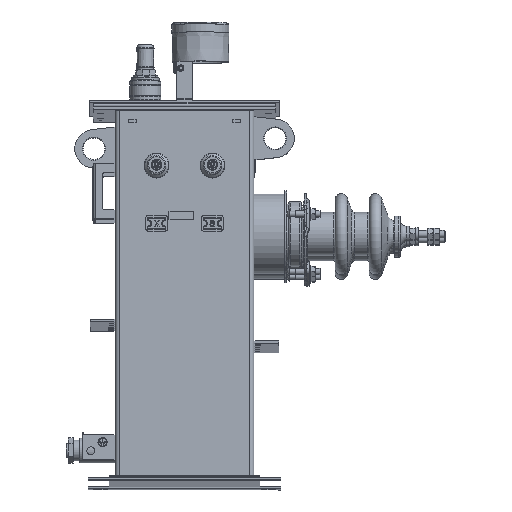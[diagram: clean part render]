
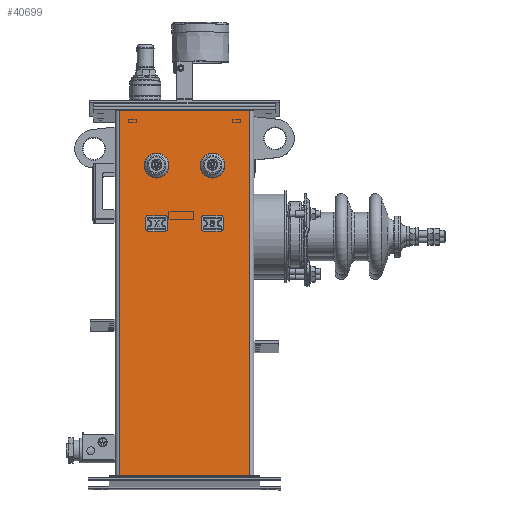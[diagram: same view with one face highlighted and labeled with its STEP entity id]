
A CAD part, left-side view. The second image highlights one B-rep face of the part: STEP entity #40699.
In plain terms, the highlighted planar face has unit normal (-0.999, 0, 0.044).
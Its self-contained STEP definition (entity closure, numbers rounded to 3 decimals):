
#2008=LINE('',#58175,#4196);
#2009=LINE('',#58179,#4197);
#2010=LINE('',#58183,#4198);
#2011=LINE('',#58186,#4199);
#2012=LINE('',#58189,#4200);
#2013=LINE('',#58191,#4201);
#2014=LINE('',#58193,#4202);
#2015=LINE('',#58194,#4203);
#2016=LINE('',#58199,#4204);
#2017=LINE('',#58203,#4205);
#2018=LINE('',#58207,#4206);
#2019=LINE('',#58210,#4207);
#4196=VECTOR('',#47820,1.8);
#4197=VECTOR('',#47823,2.8);
#4198=VECTOR('',#47826,1.8);
#4199=VECTOR('',#47829,2.8);
#4200=VECTOR('',#47830,21.);
#4201=VECTOR('',#47831,59.);
#4202=VECTOR('',#47832,21.);
#4203=VECTOR('',#47833,59.);
#4204=VECTOR('',#47836,1.8);
#4205=VECTOR('',#47839,2.8);
#4206=VECTOR('',#47842,1.8);
#4207=VECTOR('',#47845,2.8);
#6991=PLANE('',#43447);
#8139=FACE_BOUND('',#11756,.T.);
#8140=FACE_BOUND('',#11757,.T.);
#8141=FACE_BOUND('',#11758,.T.);
#8142=FACE_BOUND('',#11759,.T.);
#8143=FACE_BOUND('',#11760,.T.);
#11756=EDGE_LOOP('',(#26785));
#11757=EDGE_LOOP('',(#26786));
#11758=EDGE_LOOP('',(#26787,#26788,#26789,#26790,#26791,#26792,#26793,#26794));
#11759=EDGE_LOOP('',(#26795,#26796,#26797,#26798));
#11760=EDGE_LOOP('',(#26799,#26800,#26801,#26802,#26803,#26804,#26805,#26806));
#15105=CIRCLE('',#43442,1.65);
#15107=CIRCLE('',#43448,1.65);
#15108=CIRCLE('',#43449,0.35);
#15109=CIRCLE('',#43450,0.35);
#15110=CIRCLE('',#43451,0.35);
#15111=CIRCLE('',#43452,0.35);
#15112=CIRCLE('',#43453,0.35);
#15113=CIRCLE('',#43454,0.35);
#15114=CIRCLE('',#43455,0.35);
#15115=CIRCLE('',#43456,0.35);
#17040=VERTEX_POINT('',#58161);
#17042=VERTEX_POINT('',#58169);
#17043=VERTEX_POINT('',#58171);
#17044=VERTEX_POINT('',#58172);
#17045=VERTEX_POINT('',#58174);
#17046=VERTEX_POINT('',#58176);
#17047=VERTEX_POINT('',#58178);
#17048=VERTEX_POINT('',#58180);
#17049=VERTEX_POINT('',#58182);
#17050=VERTEX_POINT('',#58184);
#17051=VERTEX_POINT('',#58187);
#17052=VERTEX_POINT('',#58188);
#17053=VERTEX_POINT('',#58190);
#17054=VERTEX_POINT('',#58192);
#17055=VERTEX_POINT('',#58195);
#17056=VERTEX_POINT('',#58196);
#17057=VERTEX_POINT('',#58198);
#17058=VERTEX_POINT('',#58200);
#17059=VERTEX_POINT('',#58202);
#17060=VERTEX_POINT('',#58204);
#17061=VERTEX_POINT('',#58206);
#17062=VERTEX_POINT('',#58208);
#20872=EDGE_CURVE('',#17040,#17040,#15105,.T.);
#20874=EDGE_CURVE('',#17042,#17042,#15107,.T.);
#20875=EDGE_CURVE('',#17043,#17044,#15108,.T.);
#20876=EDGE_CURVE('',#17044,#17045,#2008,.T.);
#20877=EDGE_CURVE('',#17045,#17046,#15109,.T.);
#20878=EDGE_CURVE('',#17046,#17047,#2009,.T.);
#20879=EDGE_CURVE('',#17047,#17048,#15110,.T.);
#20880=EDGE_CURVE('',#17048,#17049,#2010,.T.);
#20881=EDGE_CURVE('',#17049,#17050,#15111,.T.);
#20882=EDGE_CURVE('',#17050,#17043,#2011,.T.);
#20883=EDGE_CURVE('',#17051,#17052,#2012,.T.);
#20884=EDGE_CURVE('',#17051,#17053,#2013,.T.);
#20885=EDGE_CURVE('',#17054,#17053,#2014,.T.);
#20886=EDGE_CURVE('',#17052,#17054,#2015,.T.);
#20887=EDGE_CURVE('',#17055,#17056,#15112,.T.);
#20888=EDGE_CURVE('',#17056,#17057,#2016,.T.);
#20889=EDGE_CURVE('',#17057,#17058,#15113,.T.);
#20890=EDGE_CURVE('',#17058,#17059,#2017,.T.);
#20891=EDGE_CURVE('',#17059,#17060,#15114,.T.);
#20892=EDGE_CURVE('',#17060,#17061,#2018,.T.);
#20893=EDGE_CURVE('',#17061,#17062,#15115,.T.);
#20894=EDGE_CURVE('',#17062,#17055,#2019,.T.);
#26785=ORIENTED_EDGE('',*,*,#20872,.F.);
#26786=ORIENTED_EDGE('',*,*,#20874,.F.);
#26787=ORIENTED_EDGE('',*,*,#20875,.T.);
#26788=ORIENTED_EDGE('',*,*,#20876,.T.);
#26789=ORIENTED_EDGE('',*,*,#20877,.T.);
#26790=ORIENTED_EDGE('',*,*,#20878,.T.);
#26791=ORIENTED_EDGE('',*,*,#20879,.T.);
#26792=ORIENTED_EDGE('',*,*,#20880,.T.);
#26793=ORIENTED_EDGE('',*,*,#20881,.T.);
#26794=ORIENTED_EDGE('',*,*,#20882,.T.);
#26795=ORIENTED_EDGE('',*,*,#20883,.F.);
#26796=ORIENTED_EDGE('',*,*,#20884,.T.);
#26797=ORIENTED_EDGE('',*,*,#20885,.F.);
#26798=ORIENTED_EDGE('',*,*,#20886,.F.);
#26799=ORIENTED_EDGE('',*,*,#20887,.T.);
#26800=ORIENTED_EDGE('',*,*,#20888,.T.);
#26801=ORIENTED_EDGE('',*,*,#20889,.T.);
#26802=ORIENTED_EDGE('',*,*,#20890,.T.);
#26803=ORIENTED_EDGE('',*,*,#20891,.T.);
#26804=ORIENTED_EDGE('',*,*,#20892,.T.);
#26805=ORIENTED_EDGE('',*,*,#20893,.T.);
#26806=ORIENTED_EDGE('',*,*,#20894,.T.);
#40699=ADVANCED_FACE('',(#8139,#8140,#8141,#8142,#8143),#6991,.T.);
#43442=AXIS2_PLACEMENT_3D('',#58162,#47804,#47805);
#43447=AXIS2_PLACEMENT_3D('',#58168,#47814,#47815);
#43448=AXIS2_PLACEMENT_3D('',#58170,#47816,#47817);
#43449=AXIS2_PLACEMENT_3D('',#58173,#47818,#47819);
#43450=AXIS2_PLACEMENT_3D('',#58177,#47821,#47822);
#43451=AXIS2_PLACEMENT_3D('',#58181,#47824,#47825);
#43452=AXIS2_PLACEMENT_3D('',#58185,#47827,#47828);
#43453=AXIS2_PLACEMENT_3D('',#58197,#47834,#47835);
#43454=AXIS2_PLACEMENT_3D('',#58201,#47837,#47838);
#43455=AXIS2_PLACEMENT_3D('',#58205,#47840,#47841);
#43456=AXIS2_PLACEMENT_3D('',#58209,#47843,#47844);
#47804=DIRECTION('center_axis',(-0.999,0.,
0.044));
#47805=DIRECTION('ref_axis',(0.044,0.,0.999));
#47814=DIRECTION('center_axis',(-0.999,0.,
0.044));
#47815=DIRECTION('ref_axis',(0.,-1.,0.));
#47816=DIRECTION('center_axis',(-0.999,0.,
0.044));
#47817=DIRECTION('ref_axis',(0.044,0.,0.999));
#47818=DIRECTION('center_axis',(0.999,0.,
-0.044));
#47819=DIRECTION('ref_axis',(-0.031,0.707,-0.706));
#47820=DIRECTION('',(0.044,0.,0.999));
#47821=DIRECTION('center_axis',(0.999,0.,
-0.044));
#47822=DIRECTION('ref_axis',(0.031,0.707,0.706));
#47823=DIRECTION('',(0.,-1.,0.));
#47824=DIRECTION('center_axis',(0.999,0.,
-0.044));
#47825=DIRECTION('ref_axis',(0.031,-0.707,0.706));
#47826=DIRECTION('',(-0.044,0.,-0.999));
#47827=DIRECTION('center_axis',(0.999,0.,
-0.044));
#47828=DIRECTION('ref_axis',(-0.031,-0.707,-0.706));
#47829=DIRECTION('',(0.,1.,0.));
#47830=DIRECTION('',(0.,1.,0.));
#47831=DIRECTION('',(0.044,0.,0.999));
#47832=DIRECTION('',(0.,-1.,0.));
#47833=DIRECTION('',(0.044,0.,0.999));
#47834=DIRECTION('center_axis',(0.999,0.,
-0.044));
#47835=DIRECTION('ref_axis',(-0.031,0.707,-0.706));
#47836=DIRECTION('',(0.044,0.,0.999));
#47837=DIRECTION('center_axis',(0.999,0.,
-0.044));
#47838=DIRECTION('ref_axis',(0.031,0.707,0.706));
#47839=DIRECTION('',(0.,-1.,0.));
#47840=DIRECTION('center_axis',(0.999,0.,
-0.044));
#47841=DIRECTION('ref_axis',(0.031,-0.707,0.706));
#47842=DIRECTION('',(-0.044,0.,-0.999));
#47843=DIRECTION('center_axis',(0.999,0.,
-0.044));
#47844=DIRECTION('ref_axis',(-0.031,-0.707,-0.706));
#47845=DIRECTION('',(0.,1.,0.));
#58161=CARTESIAN_POINT('',(-22.139,-2.237,17.709));
#58162=CARTESIAN_POINT('Origin',(-22.066,-2.237,19.357));
#58168=CARTESIAN_POINT('Origin',(-24.269,2.263,-30.594));
#58169=CARTESIAN_POINT('',(-22.139,6.763,17.709));
#58170=CARTESIAN_POINT('Origin',(-22.066,6.763,19.357));
#58171=CARTESIAN_POINT('',(-22.529,-0.837,8.867));
#58172=CARTESIAN_POINT('',(-22.513,-0.487,9.217));
#58173=CARTESIAN_POINT('Origin',(-22.513,-0.837,9.217));
#58174=CARTESIAN_POINT('',(-22.434,-0.487,11.015));
#58175=CARTESIAN_POINT('',(-23.399,-0.487,-10.863));
#58176=CARTESIAN_POINT('',(-22.419,-0.837,11.365));
#58177=CARTESIAN_POINT('Origin',(-22.434,-0.837,11.015));
#58178=CARTESIAN_POINT('',(-22.419,-3.637,11.365));
#58179=CARTESIAN_POINT('',(-22.419,0.888,11.365));
#58180=CARTESIAN_POINT('',(-22.434,-3.987,11.015));
#58181=CARTESIAN_POINT('Origin',(-22.434,-3.637,11.015));
#58182=CARTESIAN_POINT('',(-22.513,-3.987,9.217));
#58183=CARTESIAN_POINT('',(-23.344,-3.987,-9.615));
#58184=CARTESIAN_POINT('',(-22.529,-3.637,8.867));
#58185=CARTESIAN_POINT('Origin',(-22.513,-3.637,9.217));
#58186=CARTESIAN_POINT('',(-22.529,-0.862,8.867));
#58187=CARTESIAN_POINT('',(-24.269,-8.237,-30.594));
#58188=CARTESIAN_POINT('',(-24.269,12.763,-30.594));
#58189=CARTESIAN_POINT('',(-24.269,2.263,-30.594));
#58190=CARTESIAN_POINT('',(-21.67,-8.237,28.349));
#58191=CARTESIAN_POINT('',(-24.269,-8.237,-30.594));
#58192=CARTESIAN_POINT('',(-21.67,12.763,28.349));
#58193=CARTESIAN_POINT('',(-21.67,8.613,28.349));
#58194=CARTESIAN_POINT('',(-24.269,12.763,-30.594));
#58195=CARTESIAN_POINT('',(-22.529,8.163,8.867));
#58196=CARTESIAN_POINT('',(-22.513,8.513,9.217));
#58197=CARTESIAN_POINT('Origin',(-22.513,8.163,9.217));
#58198=CARTESIAN_POINT('',(-22.434,8.513,11.015));
#58199=CARTESIAN_POINT('',(-23.399,8.513,-10.863));
#58200=CARTESIAN_POINT('',(-22.419,8.163,11.365));
#58201=CARTESIAN_POINT('Origin',(-22.434,8.163,11.015));
#58202=CARTESIAN_POINT('',(-22.419,5.363,11.365));
#58203=CARTESIAN_POINT('',(-22.419,5.388,11.365));
#58204=CARTESIAN_POINT('',(-22.434,5.013,11.015));
#58205=CARTESIAN_POINT('Origin',(-22.434,5.363,11.015));
#58206=CARTESIAN_POINT('',(-22.513,5.013,9.217));
#58207=CARTESIAN_POINT('',(-23.344,5.013,-9.615));
#58208=CARTESIAN_POINT('',(-22.529,5.363,8.867));
#58209=CARTESIAN_POINT('Origin',(-22.513,5.363,9.217));
#58210=CARTESIAN_POINT('',(-22.529,3.638,8.867));
